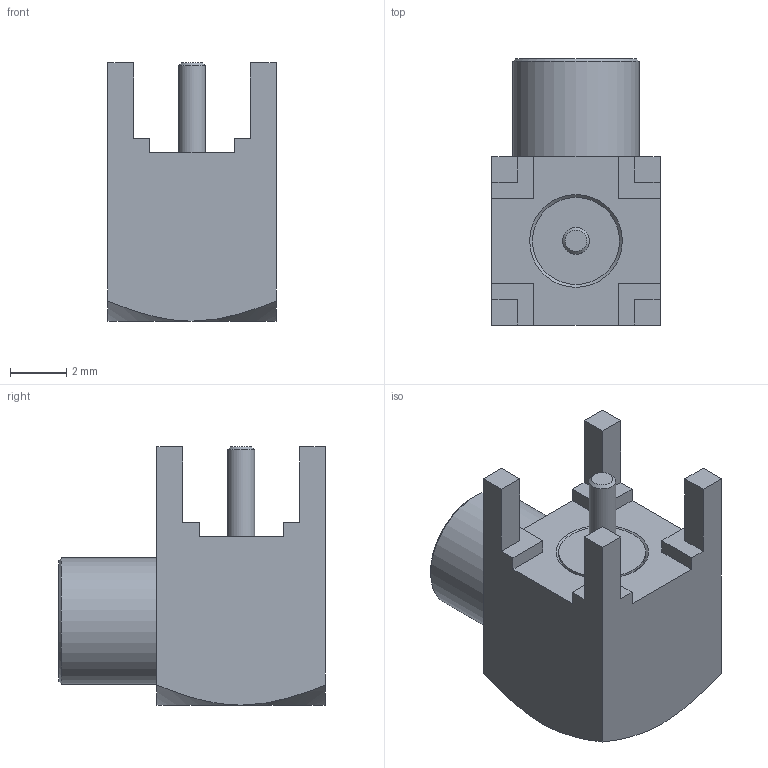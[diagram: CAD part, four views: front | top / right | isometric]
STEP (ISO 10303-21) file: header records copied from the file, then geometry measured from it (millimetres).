
FILE_DESCRIPTION(/* description */ ('STEP AP214'),/* implementation_level */ '2;1');
FILE_NAME(/* name */ 'MCX-J-P-H-RA-TH1',/* time_stamp */ '2024-02-26T14:21:32+01:00',/* author */ ('License CC BY-ND 4.0'),/* organization */ ('CADENAS'),/* preprocessor_version */ 'ST-DEVELOPER v19.3',/* originating_system */ 'PARTsolutions',/* authorisation */ ' ');
FILE_SCHEMA (('AUTOMOTIVE_DESIGN {1 0 10303 214 3 1 1}'));
Length unit declared in the file: millimetre
Products named in the file (4): MCX-J-P-H-RA-TH1; MCX-J-P-H-RA-TH1_s; MCX-J-P-H-RA-TH1_i; MCX-J-P-H-RA-TH1_p
Assembly tree (3 placements, depth 2):
  MCX-J-P-H-RA-TH1
    MCX-J-P-H-RA-TH1_s
    MCX-J-P-H-RA-TH1_i
    MCX-J-P-H-RA-TH1_p
Bounding box: 6 x 9.5 x 9.2 mm (x, y, z)
Volume: 227.9 mm3; surface area: 519.9 mm2
Topology: 3 solids, 3 shells, 85 faces, 197 edges, 124 vertices
Faces by surface type: plane 53, cylinder 16, cone 15, torus 1
Full cylindrical faces by diameter (mm): 0.57 x1, 0.96 x3, 1 x1, 1.85 x1, 2.75 x1, 2.8 x1, 3.1 x4, 3.45 x1, 3.68 x1, 4.5 x1
Entity records: 2342 total; most frequent: CARTESIAN_POINT 402, DIRECTION 396, ORIENTED_EDGE 334, EDGE_CURVE 167, AXIS2_PLACEMENT_3D 149, FACE_BOUND 120, VERTEX_POINT 119, EDGE_LOOP 119
